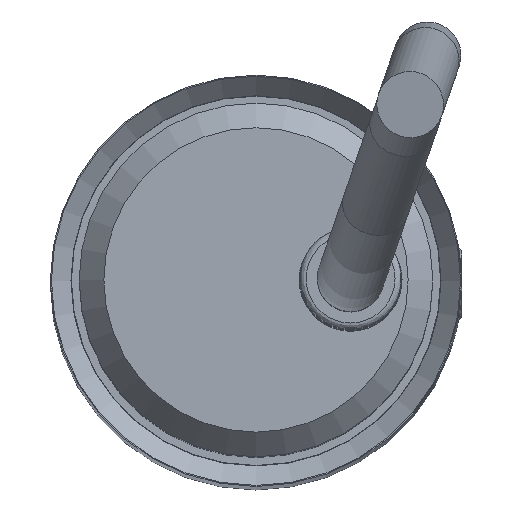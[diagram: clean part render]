
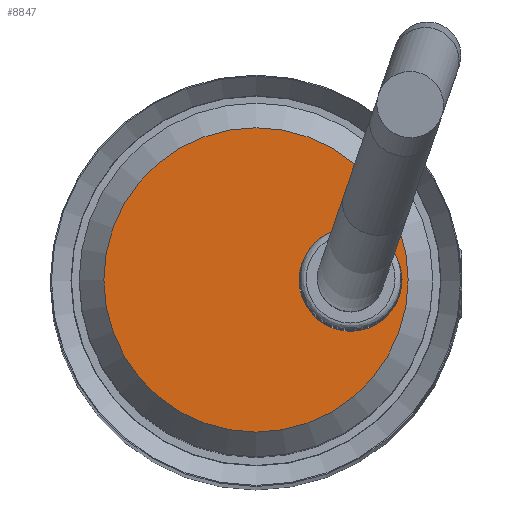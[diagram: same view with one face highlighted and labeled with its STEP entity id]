
A CAD part, top view. The second image highlights one B-rep face of the part: STEP entity #8847.
In plain terms, the highlighted planar face has unit normal (0, 0, 1).
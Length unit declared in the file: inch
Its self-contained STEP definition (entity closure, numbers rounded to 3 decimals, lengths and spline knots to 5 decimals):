
#7932=CARTESIAN_POINT('',(0.0525,0.,0.3125));
#7933=VERTEX_POINT('',#7932);
#7934=CARTESIAN_POINT('',(0.115,0.0,0.3125));
#7935=DIRECTION('',(0.0,0.0,-1.0));
#7936=DIRECTION('',(1.0,0.0,0.0));
#7937=AXIS2_PLACEMENT_3D('',#7934,#7935,#7936);
#7938=CIRCLE('',#7937,0.0625);
#7939=EDGE_CURVE('',#7933,#7933,#7938,.T.);
#7986=CARTESIAN_POINT('',(0.185,0.,0.3125));
#7987=VERTEX_POINT('',#7986);
#7988=CARTESIAN_POINT('',(0.0,0.0,0.3125));
#7989=DIRECTION('',(0.0,0.0,-1.0));
#7990=DIRECTION('',(-1.0,0.0,0.0));
#7991=AXIS2_PLACEMENT_3D('',#7988,#7989,#7990);
#7992=CIRCLE('',#7991,0.185);
#7993=EDGE_CURVE('',#7987,#7987,#7992,.T.);
#8836=CARTESIAN_POINT('',(0.215,0.0,0.3125));
#8837=DIRECTION('',(0.0,0.0,1.0));
#8838=DIRECTION('',(1.0,0.0,0.0));
#8839=AXIS2_PLACEMENT_3D('',#8836,#8837,#8838);
#8840=PLANE('',#8839);
#8841=ORIENTED_EDGE('',*,*,#7993,.F.);
#8842=EDGE_LOOP('',(#8841));
#8843=FACE_OUTER_BOUND('',#8842,.T.);
#8844=ORIENTED_EDGE('',*,*,#7939,.T.);
#8845=EDGE_LOOP('',(#8844));
#8846=FACE_BOUND('',#8845,.T.);
#8847=ADVANCED_FACE('',(#8843,#8846),#8840,.T.);
